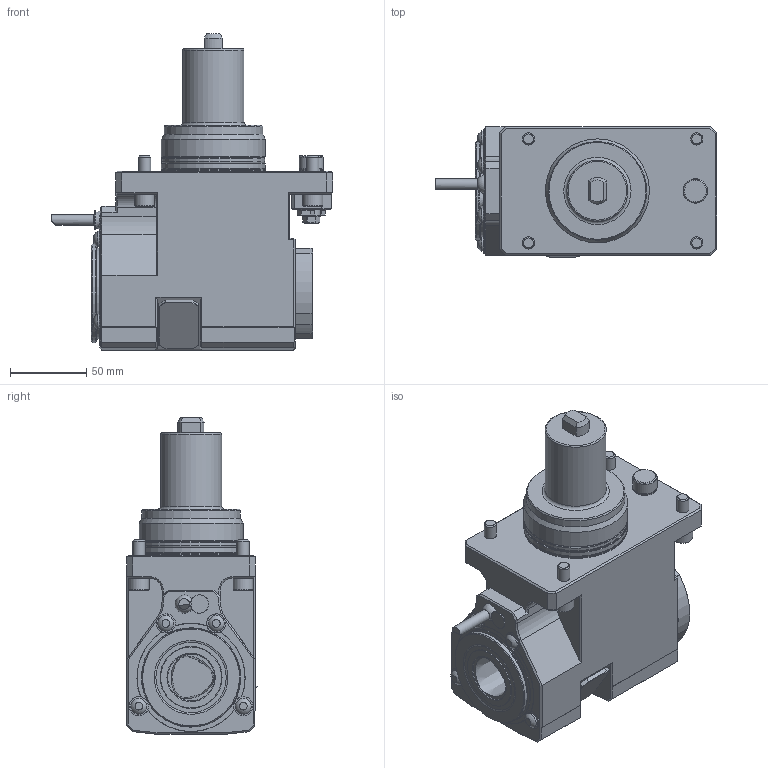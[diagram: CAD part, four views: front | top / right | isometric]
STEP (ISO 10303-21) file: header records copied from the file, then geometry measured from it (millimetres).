
FILE_DESCRIPTION(/* description */ ('Unknown'),/* implementation_level */ '2;1');
FILE_NAME(/* name */ 'C4_DNI_MZ68B_I_C_SIM',/* time_stamp */ '2022-01-26T14:51:59+01:00',/* author */ ('KS'),/* organization */ ('WTO'),/* preprocessor_version */ 'ST-DEVELOPER v16.7',/* originating_system */ 'DEX',/* authorisation */ $);
FILE_SCHEMA (('AUTOMOTIVE_DESIGN {1 0 10303 214 3 1 1}'));
Length unit declared in the file: millimetre
Products named in the file (1): 112900_C4-DNI-MZ68B-I-C_vereinfacht_STP_00443922
Bounding box: 184 x 85.22 x 207.3 mm (x, y, z)
Surface area: 102612.6 mm2 (no closed solid volume)
Topology: 0 solids, 1 shells, 366 faces, 860 edges, 528 vertices
Faces by surface type: plane 227, cone 65, cylinder 54, torus 14, sphere 5, bspline 1
Full cylindrical faces by diameter (mm): 2.5 x1, 6 x3, 7 x1, 8 x4, 8.88 x2, 10.5 x4, 12 x1, 13 x4, 15.6 x1, 16 x1, 26 x1, 40 x1, 60 x1, 64.4 x1, 64.5 x1, 67.4 x1, 67.6 x1, 68 x2
Entity records: 9899 total; most frequent: CARTESIAN_POINT 2045, DIRECTION 1604, ORIENTED_EDGE 1496, EDGE_CURVE 748, AXIS2_PLACEMENT_3D 582, VERTEX_POINT 500, EDGE_LOOP 486, FACE_BOUND 486
